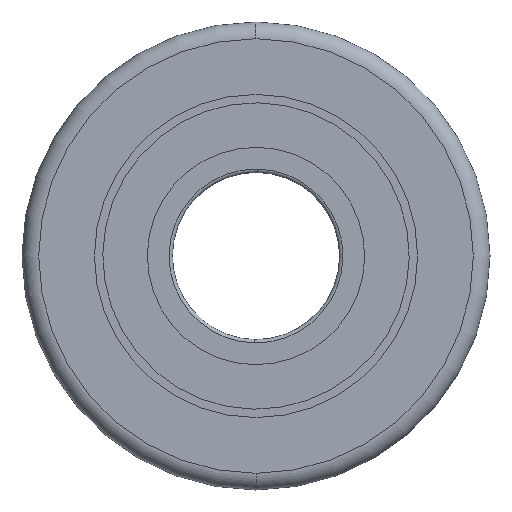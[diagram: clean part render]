
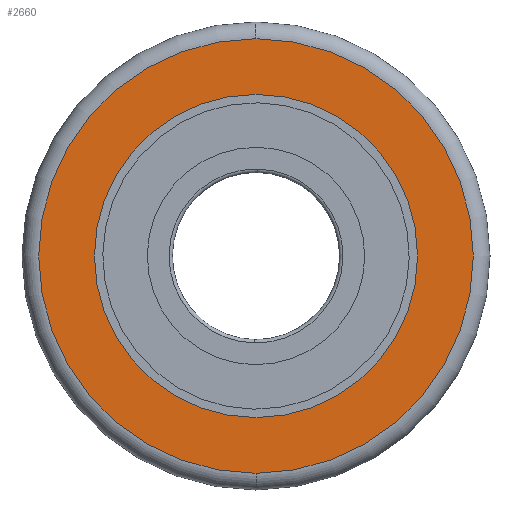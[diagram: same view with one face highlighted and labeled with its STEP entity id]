
A CAD part, left-side view. The second image highlights one B-rep face of the part: STEP entity #2660.
In plain terms, the highlighted planar face has unit normal (-1, 0, 0).
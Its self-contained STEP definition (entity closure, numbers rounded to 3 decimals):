
#45 = CARTESIAN_POINT ( 'NONE',  ( -7., 0., 14.5 ) ) ;
#146 = CARTESIAN_POINT ( 'NONE',  ( -7., 0., 19.5 ) ) ;
#159 = EDGE_CURVE ( 'NONE', #2137, #1142, #3058, .T. ) ;
#236 = AXIS2_PLACEMENT_3D ( 'NONE', #1061, #2109, #2679 ) ;
#239 = CARTESIAN_POINT ( 'NONE',  ( -7., 0., 0. ) ) ;
#356 = DIRECTION ( 'NONE',  ( 0., 0., -1. ) ) ;
#433 = AXIS2_PLACEMENT_3D ( 'NONE', #1397, #3275, #2439 ) ;
#665 = VERTEX_POINT ( 'NONE', #45 ) ;
#690 = CIRCLE ( 'NONE', #1862, 14.5 ) ;
#757 = EDGE_LOOP ( 'NONE', ( #2420, #1576 ) ) ;
#904 = DIRECTION ( 'NONE',  ( 1., 0., 0. ) ) ;
#916 = EDGE_LOOP ( 'NONE', ( #3139, #1874 ) ) ;
#952 = VERTEX_POINT ( 'NONE', #2823 ) ;
#1002 = DIRECTION ( 'NONE',  ( -1., 0., 0. ) ) ;
#1056 = CARTESIAN_POINT ( 'NONE',  ( -7., 0., 0. ) ) ;
#1061 = CARTESIAN_POINT ( 'NONE',  ( -7., 0., 0. ) ) ;
#1114 = EDGE_CURVE ( 'NONE', #1142, #2137, #2854, .T. ) ;
#1142 = VERTEX_POINT ( 'NONE', #146 ) ;
#1218 = CARTESIAN_POINT ( 'NONE',  ( -7., 0., -19.5 ) ) ;
#1242 = EDGE_CURVE ( 'NONE', #952, #665, #1986, .T. ) ;
#1397 = CARTESIAN_POINT ( 'NONE',  ( -7., 0., 0. ) ) ;
#1576 = ORIENTED_EDGE ( 'NONE', *, *, #1242, .F. ) ;
#1629 = FACE_BOUND ( 'NONE', #757, .T. ) ;
#1862 = AXIS2_PLACEMENT_3D ( 'NONE', #239, #2811, #3149 ) ;
#1874 = ORIENTED_EDGE ( 'NONE', *, *, #1114, .T. ) ;
#1986 = CIRCLE ( 'NONE', #236, 14.5 ) ;
#2102 = DIRECTION ( 'NONE',  ( 0., 0., -1. ) ) ;
#2109 = DIRECTION ( 'NONE',  ( -1., 0., 0. ) ) ;
#2137 = VERTEX_POINT ( 'NONE', #1218 ) ;
#2409 = FACE_OUTER_BOUND ( 'NONE', #916, .T. ) ;
#2420 = ORIENTED_EDGE ( 'NONE', *, *, #3297, .F. ) ;
#2439 = DIRECTION ( 'NONE',  ( 0., 0., -1. ) ) ;
#2660 = ADVANCED_FACE ( 'NONE', ( #2409, #1629 ), #2700, .F. ) ;
#2677 = CARTESIAN_POINT ( 'NONE',  ( -7., 14.5, 0. ) ) ;
#2679 = DIRECTION ( 'NONE',  ( 0., 0., 1. ) ) ;
#2700 = PLANE ( 'NONE',  #3015 ) ;
#2735 = AXIS2_PLACEMENT_3D ( 'NONE', #1056, #1002, #2102 ) ;
#2811 = DIRECTION ( 'NONE',  ( -1., 0., 0. ) ) ;
#2823 = CARTESIAN_POINT ( 'NONE',  ( -7., 0., -14.5 ) ) ;
#2854 = CIRCLE ( 'NONE', #433, 19.5 ) ;
#3015 = AXIS2_PLACEMENT_3D ( 'NONE', #2677, #904, #356 ) ;
#3058 = CIRCLE ( 'NONE', #2735, 19.5 ) ;
#3139 = ORIENTED_EDGE ( 'NONE', *, *, #159, .T. ) ;
#3149 = DIRECTION ( 'NONE',  ( 0., 0., 1. ) ) ;
#3275 = DIRECTION ( 'NONE',  ( -1., 0., 0. ) ) ;
#3297 = EDGE_CURVE ( 'NONE', #665, #952, #690, .T. ) ;
